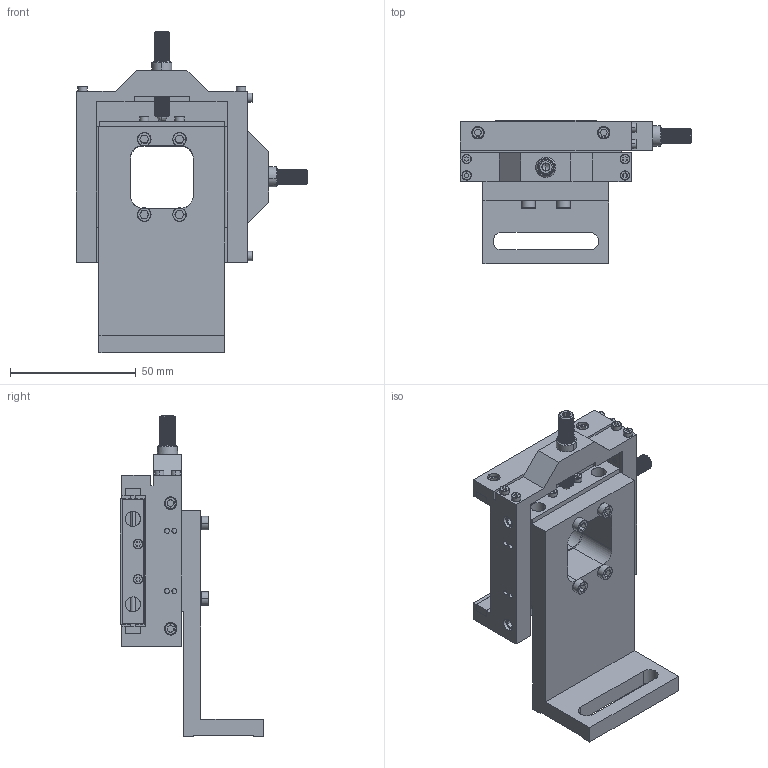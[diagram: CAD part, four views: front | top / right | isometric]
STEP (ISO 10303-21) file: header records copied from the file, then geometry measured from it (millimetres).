
FILE_DESCRIPTION(/* description */ (''),/* implementation_level */ '2;1');
FILE_NAME(/* name */ '02_2TS4-HOL-A1',/* time_stamp */ '2025-05-14T14:43:40+03:00',/* author */ (''),/* organization */ (''),/* preprocessor_version */ 'ST-DEVELOPER v16.5',/* originating_system */ 'Rhino 7.34',/* authorisation */ '');
FILE_SCHEMA (('AUTOMOTIVE_DESIGN'));
Length unit declared in the file: millimetre
Products named in the file (1): Document
Bounding box: 92 x 57 x 128 mm (x, y, z)
Volume: 106569.7 mm3; surface area: 60396.9 mm2
Topology: 16 solids, 16 shells, 1525 faces, 3804 edges, 2107 vertices
Faces by surface type: plane 804, cylinder 538, bspline 183
Entity records: 92924 total; most frequent: CARTESIAN_POINT 67524, ORIENTED_EDGE 7598, EDGE_CURVE 3799, B_SPLINE_CURVE_WITH_KNOTS 2900, VERTEX_POINT 2110, EDGE_LOOP 1682, ADVANCED_FACE 1525, FACE_OUTER_BOUND 1525
